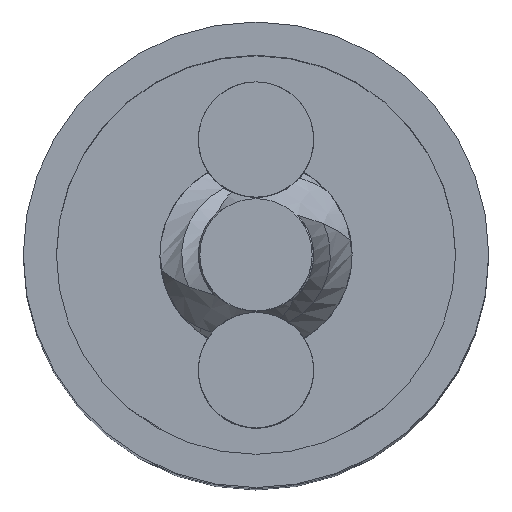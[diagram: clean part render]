
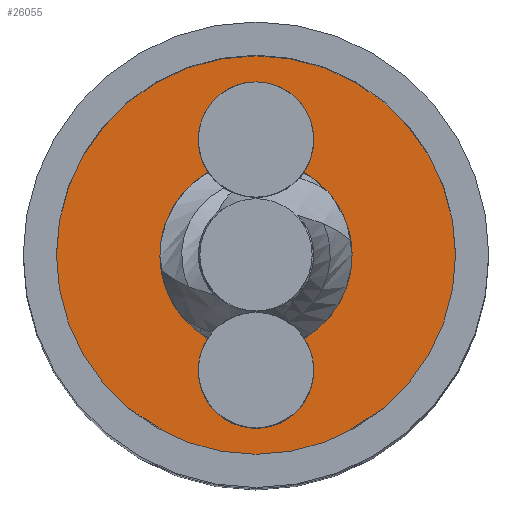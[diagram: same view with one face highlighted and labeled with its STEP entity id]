
A CAD part, top view. The second image highlights one B-rep face of the part: STEP entity #26055.
In plain terms, the highlighted planar face has unit normal (0, 0, 1).
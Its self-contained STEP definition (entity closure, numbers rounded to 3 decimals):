
#25128 = CYLINDRICAL_SURFACE('',#25129,39.);
#25129 = AXIS2_PLACEMENT_3D('',#25130,#25131,#25132);
#25130 = CARTESIAN_POINT('',(0.,78.,0.));
#25131 = DIRECTION('',(-0.,-0.,-1.));
#25132 = DIRECTION('',(1.,0.,0.));
#25157 = CYLINDRICAL_SURFACE('',#25158,65.);
#25158 = AXIS2_PLACEMENT_3D('',#25159,#25160,#25161);
#25159 = CARTESIAN_POINT('',(0.,0.,0.));
#25160 = DIRECTION('',(-0.,-0.,-1.));
#25161 = DIRECTION('',(1.,0.,0.));
#25186 = CYLINDRICAL_SURFACE('',#25187,39.);
#25187 = AXIS2_PLACEMENT_3D('',#25188,#25189,#25190);
#25188 = CARTESIAN_POINT('',(0.,-78.,0.));
#25189 = DIRECTION('',(-0.,-0.,-1.));
#25190 = DIRECTION('',(1.,0.,0.));
#25213 = CYLINDRICAL_SURFACE('',#25214,65.);
#25214 = AXIS2_PLACEMENT_3D('',#25215,#25216,#25217);
#25215 = CARTESIAN_POINT('',(0.,0.,0.));
#25216 = DIRECTION('',(-0.,-0.,-1.));
#25217 = DIRECTION('',(1.,0.,0.));
#25252 = CYLINDRICAL_SURFACE('',#25253,135.);
#25253 = AXIS2_PLACEMENT_3D('',#25254,#25255,#25256);
#25254 = CARTESIAN_POINT('',(0.,0.,712.));
#25255 = DIRECTION('',(-0.,-0.,-1.));
#25256 = DIRECTION('',(1.,0.,0.));
#25794 = VERTEX_POINT('',#25795);
#25795 = CARTESIAN_POINT('',(32.428,56.333,712.));
#25816 = VERTEX_POINT('',#25817);
#25817 = CARTESIAN_POINT('',(-32.428,56.333,712.));
#25836 = EDGE_CURVE('',#25816,#25794,#25837,.T.);
#25837 = SURFACE_CURVE('',#25838,(#25843,#25850),.PCURVE_S1.);
#25838 = CIRCLE('',#25839,39.);
#25839 = AXIS2_PLACEMENT_3D('',#25840,#25841,#25842);
#25840 = CARTESIAN_POINT('',(0.,78.,712.));
#25841 = DIRECTION('',(0.,0.,-1.));
#25842 = DIRECTION('',(1.,0.,0.));
#25843 = PCURVE('',#25128,#25844);
#25844 = DEFINITIONAL_REPRESENTATION('',(#25845),#25849);
#25845 = LINE('',#25846,#25847);
#25846 = CARTESIAN_POINT('',(0.,-712.));
#25847 = VECTOR('',#25848,1.);
#25848 = DIRECTION('',(1.,-0.));
#25849 = ( GEOMETRIC_REPRESENTATION_CONTEXT(2) 
PARAMETRIC_REPRESENTATION_CONTEXT() REPRESENTATION_CONTEXT('2D SPACE',''
  ) );
#25850 = PCURVE('',#25851,#25856);
#25851 = PLANE('',#25852);
#25852 = AXIS2_PLACEMENT_3D('',#25853,#25854,#25855);
#25853 = CARTESIAN_POINT('',(0.,0.,
    712.));
#25854 = DIRECTION('',(0.,0.,1.));
#25855 = DIRECTION('',(1.,0.,-0.));
#25856 = DEFINITIONAL_REPRESENTATION('',(#25857),#25865);
#25857 = ( BOUNDED_CURVE() B_SPLINE_CURVE(2,(#25858,#25859,#25860,#25861
    ,#25862,#25863,#25864),.UNSPECIFIED.,.T.,.F.) 
B_SPLINE_CURVE_WITH_KNOTS((1,2,2,2,2,1),(-2.094,0.,
    2.094,4.189,6.283,8.378),
.UNSPECIFIED.) CURVE() GEOMETRIC_REPRESENTATION_ITEM() 
RATIONAL_B_SPLINE_CURVE((1.,0.5,1.,0.5,1.,0.5,1.)) REPRESENTATION_ITEM(
  '') );
#25858 = CARTESIAN_POINT('',(39.,78.));
#25859 = CARTESIAN_POINT('',(39.,10.45));
#25860 = CARTESIAN_POINT('',(-19.5,44.225));
#25861 = CARTESIAN_POINT('',(-78.,78.));
#25862 = CARTESIAN_POINT('',(-19.5,111.775));
#25863 = CARTESIAN_POINT('',(39.,145.55));
#25864 = CARTESIAN_POINT('',(39.,78.));
#25865 = ( GEOMETRIC_REPRESENTATION_CONTEXT(2) 
PARAMETRIC_REPRESENTATION_CONTEXT() REPRESENTATION_CONTEXT('2D SPACE',''
  ) );
#25871 = EDGE_CURVE('',#25794,#25872,#25874,.T.);
#25872 = VERTEX_POINT('',#25873);
#25873 = CARTESIAN_POINT('',(32.428,-56.333,712.));
#25874 = SURFACE_CURVE('',#25875,(#25880,#25887),.PCURVE_S1.);
#25875 = CIRCLE('',#25876,65.);
#25876 = AXIS2_PLACEMENT_3D('',#25877,#25878,#25879);
#25877 = CARTESIAN_POINT('',(0.,0.,712.));
#25878 = DIRECTION('',(0.,0.,-1.));
#25879 = DIRECTION('',(1.,0.,0.));
#25880 = PCURVE('',#25157,#25881);
#25881 = DEFINITIONAL_REPRESENTATION('',(#25882),#25886);
#25882 = LINE('',#25883,#25884);
#25883 = CARTESIAN_POINT('',(-6.283,-712.));
#25884 = VECTOR('',#25885,1.);
#25885 = DIRECTION('',(1.,-0.));
#25886 = ( GEOMETRIC_REPRESENTATION_CONTEXT(2) 
PARAMETRIC_REPRESENTATION_CONTEXT() REPRESENTATION_CONTEXT('2D SPACE',''
  ) );
#25887 = PCURVE('',#25851,#25888);
#25888 = DEFINITIONAL_REPRESENTATION('',(#25889),#25897);
#25889 = ( BOUNDED_CURVE() B_SPLINE_CURVE(2,(#25890,#25891,#25892,#25893
    ,#25894,#25895,#25896),.UNSPECIFIED.,.T.,.F.) 
B_SPLINE_CURVE_WITH_KNOTS((1,2,2,2,2,1),(-2.094,0.,
    2.094,4.189,6.283,8.378),
.UNSPECIFIED.) CURVE() GEOMETRIC_REPRESENTATION_ITEM() 
RATIONAL_B_SPLINE_CURVE((1.,0.5,1.,0.5,1.,0.5,1.)) REPRESENTATION_ITEM(
  '') );
#25890 = CARTESIAN_POINT('',(65.,0.));
#25891 = CARTESIAN_POINT('',(65.,-112.583));
#25892 = CARTESIAN_POINT('',(-32.5,-56.292));
#25893 = CARTESIAN_POINT('',(-130.,0.));
#25894 = CARTESIAN_POINT('',(-32.5,56.292));
#25895 = CARTESIAN_POINT('',(65.,112.583));
#25896 = CARTESIAN_POINT('',(65.,0.));
#25897 = ( GEOMETRIC_REPRESENTATION_CONTEXT(2) 
PARAMETRIC_REPRESENTATION_CONTEXT() REPRESENTATION_CONTEXT('2D SPACE',''
  ) );
#25923 = VERTEX_POINT('',#25924);
#25924 = CARTESIAN_POINT('',(-32.428,-56.333,712.));
#25945 = EDGE_CURVE('',#25872,#25923,#25946,.T.);
#25946 = SURFACE_CURVE('',#25947,(#25952,#25959),.PCURVE_S1.);
#25947 = CIRCLE('',#25948,39.);
#25948 = AXIS2_PLACEMENT_3D('',#25949,#25950,#25951);
#25949 = CARTESIAN_POINT('',(0.,-78.,712.));
#25950 = DIRECTION('',(0.,0.,-1.));
#25951 = DIRECTION('',(1.,0.,0.));
#25952 = PCURVE('',#25186,#25953);
#25953 = DEFINITIONAL_REPRESENTATION('',(#25954),#25958);
#25954 = LINE('',#25955,#25956);
#25955 = CARTESIAN_POINT('',(-6.283,-712.));
#25956 = VECTOR('',#25957,1.);
#25957 = DIRECTION('',(1.,-0.));
#25958 = ( GEOMETRIC_REPRESENTATION_CONTEXT(2) 
PARAMETRIC_REPRESENTATION_CONTEXT() REPRESENTATION_CONTEXT('2D SPACE',''
  ) );
#25959 = PCURVE('',#25851,#25960);
#25960 = DEFINITIONAL_REPRESENTATION('',(#25961),#25969);
#25961 = ( BOUNDED_CURVE() B_SPLINE_CURVE(2,(#25962,#25963,#25964,#25965
    ,#25966,#25967,#25968),.UNSPECIFIED.,.T.,.F.) 
B_SPLINE_CURVE_WITH_KNOTS((1,2,2,2,2,1),(-2.094,0.,
    2.094,4.189,6.283,8.378),
.UNSPECIFIED.) CURVE() GEOMETRIC_REPRESENTATION_ITEM() 
RATIONAL_B_SPLINE_CURVE((1.,0.5,1.,0.5,1.,0.5,1.)) REPRESENTATION_ITEM(
  '') );
#25962 = CARTESIAN_POINT('',(39.,-78.));
#25963 = CARTESIAN_POINT('',(39.,-145.55));
#25964 = CARTESIAN_POINT('',(-19.5,-111.775));
#25965 = CARTESIAN_POINT('',(-78.,-78.));
#25966 = CARTESIAN_POINT('',(-19.5,-44.225));
#25967 = CARTESIAN_POINT('',(39.,-10.45));
#25968 = CARTESIAN_POINT('',(39.,-78.));
#25969 = ( GEOMETRIC_REPRESENTATION_CONTEXT(2) 
PARAMETRIC_REPRESENTATION_CONTEXT() REPRESENTATION_CONTEXT('2D SPACE',''
  ) );
#25975 = EDGE_CURVE('',#25923,#25816,#25976,.T.);
#25976 = SURFACE_CURVE('',#25977,(#25982,#25989),.PCURVE_S1.);
#25977 = CIRCLE('',#25978,65.);
#25978 = AXIS2_PLACEMENT_3D('',#25979,#25980,#25981);
#25979 = CARTESIAN_POINT('',(0.,0.,712.));
#25980 = DIRECTION('',(0.,0.,-1.));
#25981 = DIRECTION('',(1.,0.,0.));
#25982 = PCURVE('',#25213,#25983);
#25983 = DEFINITIONAL_REPRESENTATION('',(#25984),#25988);
#25984 = LINE('',#25985,#25986);
#25985 = CARTESIAN_POINT('',(0.,-712.));
#25986 = VECTOR('',#25987,1.);
#25987 = DIRECTION('',(1.,-0.));
#25988 = ( GEOMETRIC_REPRESENTATION_CONTEXT(2) 
PARAMETRIC_REPRESENTATION_CONTEXT() REPRESENTATION_CONTEXT('2D SPACE',''
  ) );
#25989 = PCURVE('',#25851,#25990);
#25990 = DEFINITIONAL_REPRESENTATION('',(#25991),#25999);
#25991 = ( BOUNDED_CURVE() B_SPLINE_CURVE(2,(#25992,#25993,#25994,#25995
    ,#25996,#25997,#25998),.UNSPECIFIED.,.T.,.F.) 
B_SPLINE_CURVE_WITH_KNOTS((1,2,2,2,2,1),(-2.094,0.,
    2.094,4.189,6.283,8.378),
.UNSPECIFIED.) CURVE() GEOMETRIC_REPRESENTATION_ITEM() 
RATIONAL_B_SPLINE_CURVE((1.,0.5,1.,0.5,1.,0.5,1.)) REPRESENTATION_ITEM(
  '') );
#25992 = CARTESIAN_POINT('',(65.,0.));
#25993 = CARTESIAN_POINT('',(65.,-112.583));
#25994 = CARTESIAN_POINT('',(-32.5,-56.292));
#25995 = CARTESIAN_POINT('',(-130.,0.));
#25996 = CARTESIAN_POINT('',(-32.5,56.292));
#25997 = CARTESIAN_POINT('',(65.,112.583));
#25998 = CARTESIAN_POINT('',(65.,0.));
#25999 = ( GEOMETRIC_REPRESENTATION_CONTEXT(2) 
PARAMETRIC_REPRESENTATION_CONTEXT() REPRESENTATION_CONTEXT('2D SPACE',''
  ) );
#26008 = VERTEX_POINT('',#26009);
#26009 = CARTESIAN_POINT('',(135.,0.,712.));
#26030 = EDGE_CURVE('',#26008,#26008,#26031,.T.);
#26031 = SURFACE_CURVE('',#26032,(#26037,#26044),.PCURVE_S1.);
#26032 = CIRCLE('',#26033,135.);
#26033 = AXIS2_PLACEMENT_3D('',#26034,#26035,#26036);
#26034 = CARTESIAN_POINT('',(0.,0.,712.));
#26035 = DIRECTION('',(0.,0.,1.));
#26036 = DIRECTION('',(1.,0.,-0.));
#26037 = PCURVE('',#25252,#26038);
#26038 = DEFINITIONAL_REPRESENTATION('',(#26039),#26043);
#26039 = LINE('',#26040,#26041);
#26040 = CARTESIAN_POINT('',(6.283,0.));
#26041 = VECTOR('',#26042,1.);
#26042 = DIRECTION('',(-1.,0.));
#26043 = ( GEOMETRIC_REPRESENTATION_CONTEXT(2) 
PARAMETRIC_REPRESENTATION_CONTEXT() REPRESENTATION_CONTEXT('2D SPACE',''
  ) );
#26044 = PCURVE('',#25851,#26045);
#26045 = DEFINITIONAL_REPRESENTATION('',(#26046),#26050);
#26046 = CIRCLE('',#26047,135.);
#26047 = AXIS2_PLACEMENT_2D('',#26048,#26049);
#26048 = CARTESIAN_POINT('',(0.,0.));
#26049 = DIRECTION('',(1.,0.));
#26050 = ( GEOMETRIC_REPRESENTATION_CONTEXT(2) 
PARAMETRIC_REPRESENTATION_CONTEXT() REPRESENTATION_CONTEXT('2D SPACE',''
  ) );
#26055 = ADVANCED_FACE('',(#26056,#26059),#25851,.T.);
#26056 = FACE_BOUND('',#26057,.T.);
#26057 = EDGE_LOOP('',(#26058));
#26058 = ORIENTED_EDGE('',*,*,#26030,.T.);
#26059 = FACE_BOUND('',#26060,.T.);
#26060 = EDGE_LOOP('',(#26061,#26062,#26063,#26064));
#26061 = ORIENTED_EDGE('',*,*,#25975,.T.);
#26062 = ORIENTED_EDGE('',*,*,#25836,.T.);
#26063 = ORIENTED_EDGE('',*,*,#25871,.T.);
#26064 = ORIENTED_EDGE('',*,*,#25945,.T.);
